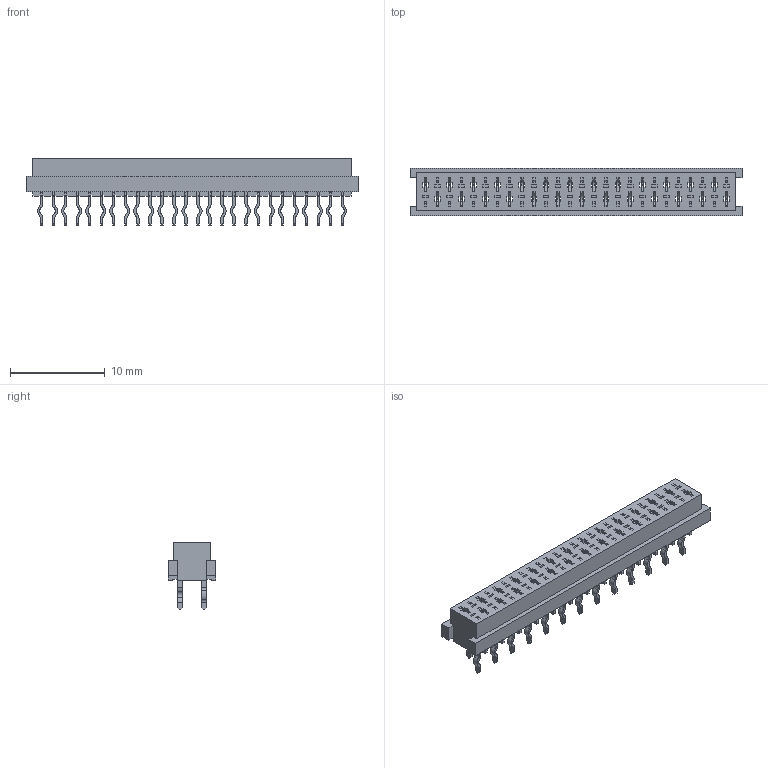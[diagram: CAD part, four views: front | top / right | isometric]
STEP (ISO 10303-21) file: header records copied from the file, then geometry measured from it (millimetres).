
FILE_DESCRIPTION( ( 'Unknown' ), '1' );
FILE_NAME( '690367182672.stp', 'Unknown', ( 'Unknown' ), ( 'Unknown' ), 'PSStep 14.0', 'Unknown', ' ' );
FILE_SCHEMA( ( 'AUTOMOTIVE_DESIGN { 1 0 10303 214 1 1 1 1 }' ) );
Length unit declared in the file: millimetre
Products named in the file (3): Assem1; Pin; 690367182672
Assembly tree (27 placements, depth 2):
  Assem1
    Pin  x26
    690367182672
Bounding box: 35.02 x 5 x 7.1 mm (x, y, z)
Volume: 559.9 mm3; surface area: 1909.1 mm2
Topology: 27 solids, 27 shells, 2076 faces, 6036 edges, 3988 vertices
Faces by surface type: plane 1504, cylinder 572
Entity records: 31860 total; most frequent: CARTESIAN_POINT 4578, ORIENTED_EDGE 4572, DIRECTION 3938, EDGE_CURVE 2286, LINE 2242, VECTOR 2242, VERTEX_POINT 1488, EDGE_LOOP 854
